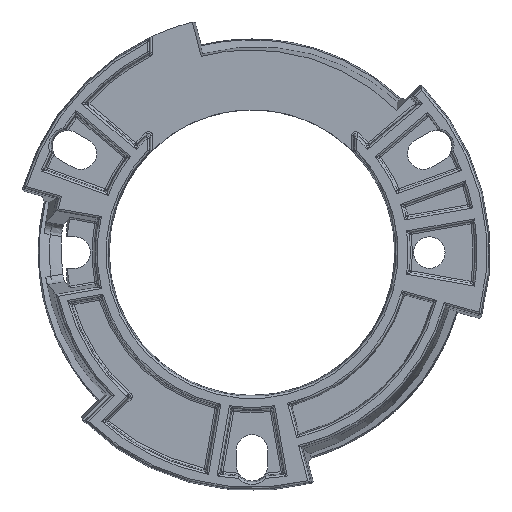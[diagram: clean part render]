
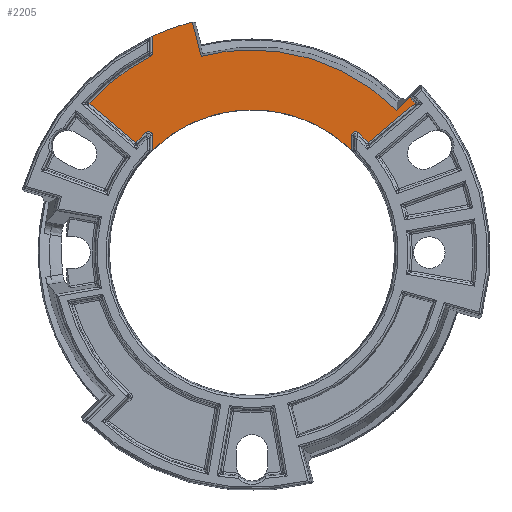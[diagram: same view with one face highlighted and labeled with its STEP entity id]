
A CAD part, top view. The second image highlights one B-rep face of the part: STEP entity #2205.
In plain terms, the highlighted planar face has unit normal (0, 0, 1).
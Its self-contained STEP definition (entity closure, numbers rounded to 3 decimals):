
#2205=ADVANCED_FACE('',(#4418),#4419,.F.);
#4418=FACE_OUTER_BOUND('',#15932,.T.);
#4419=PLANE('',#15933);
#15932=EDGE_LOOP('',(#22318,#22319,#22320,#22321,#22322,#22323,#22324,#22325,#22326,#22327,#22328,#22329,#22330,#22331,#22332,#22333,#22334,#22335));
#15933=AXIS2_PLACEMENT_3D('',#22336,#22337,#22338);
#22318=ORIENTED_EDGE('',*,*,#23485,.T.);
#22319=ORIENTED_EDGE('',*,*,#24962,.T.);
#22320=ORIENTED_EDGE('',*,*,#23669,.T.);
#22321=ORIENTED_EDGE('',*,*,#23502,.T.);
#22322=ORIENTED_EDGE('',*,*,#22800,.T.);
#22323=ORIENTED_EDGE('',*,*,#24956,.F.);
#22324=ORIENTED_EDGE('',*,*,#23046,.T.);
#22325=ORIENTED_EDGE('',*,*,#24057,.T.);
#22326=ORIENTED_EDGE('',*,*,#23054,.T.);
#22327=ORIENTED_EDGE('',*,*,#24034,.F.);
#22328=ORIENTED_EDGE('',*,*,#23479,.T.);
#22329=ORIENTED_EDGE('',*,*,#23747,.F.);
#22330=ORIENTED_EDGE('',*,*,#23531,.T.);
#22331=ORIENTED_EDGE('',*,*,#23545,.T.);
#22332=ORIENTED_EDGE('',*,*,#23538,.T.);
#22333=ORIENTED_EDGE('',*,*,#23807,.T.);
#22334=ORIENTED_EDGE('',*,*,#22780,.T.);
#22335=ORIENTED_EDGE('',*,*,#23800,.T.);
#22336=CARTESIAN_POINT('',(0.,0.,0.4));
#22337=DIRECTION('',(0.,0.,-1.0));
#22338=DIRECTION('',(-1.0,0.,0.));
#22780=EDGE_CURVE('',#25751,#25748,#25752,.F.);
#22800=EDGE_CURVE('',#25784,#25782,#25785,.F.);
#23046=EDGE_CURVE('',#26176,#26173,#26177,.T.);
#23054=EDGE_CURVE('',#26187,#26188,#26189,.F.);
#23479=EDGE_CURVE('',#26760,#26782,#26784,.F.);
#23485=EDGE_CURVE('',#25757,#26790,#26792,.F.);
#23502=EDGE_CURVE('',#26815,#25784,#26816,.F.);
#23531=EDGE_CURVE('',#26852,#26842,#26855,.F.);
#23538=EDGE_CURVE('',#26860,#26862,#26864,.T.);
#23545=EDGE_CURVE('',#26842,#26860,#26871,.F.);
#23669=EDGE_CURVE('',#27016,#26815,#27017,.T.);
#23747=EDGE_CURVE('',#26852,#26782,#27097,.T.);
#23800=EDGE_CURVE('',#25748,#25757,#27153,.T.);
#23807=EDGE_CURVE('',#26862,#25751,#27160,.F.);
#24034=EDGE_CURVE('',#26760,#26188,#27433,.T.);
#24057=EDGE_CURVE('',#26173,#26187,#27459,.T.);
#24956=EDGE_CURVE('',#26176,#25782,#28718,.T.);
#24962=EDGE_CURVE('',#26790,#27016,#28724,.F.);
#25748=VERTEX_POINT('',#30874);
#25751=VERTEX_POINT('',#30882);
#25752=LINE('',#30883,#30884);
#25757=VERTEX_POINT('',#30890);
#25782=VERTEX_POINT('',#30941);
#25784=VERTEX_POINT('',#30948);
#25785=CIRCLE('',#30949,21.81);
#26173=VERTEX_POINT('',#31675);
#26176=VERTEX_POINT('',#31681);
#26177=B_SPLINE_CURVE_WITH_KNOTS('',3,(#31682,#31683,#31684,#31685,#31686,#31687,#31688,#31689,#31690,#31691),.UNSPECIFIED.,.F.,.F.,(4,2,2,2,4),(0.,0.001,0.006,0.009,0.01),.UNSPECIFIED.);
#26187=VERTEX_POINT('',#31739);
#26188=VERTEX_POINT('',#31740);
#26189=LINE('',#31741,#31742);
#26760=VERTEX_POINT('',#32907);
#26782=VERTEX_POINT('',#32965);
#26784=LINE('',#32967,#32968);
#26790=VERTEX_POINT('',#32974);
#26792=LINE('',#32976,#32977);
#26815=VERTEX_POINT('',#33034);
#26816=LINE('',#33035,#33036);
#26842=VERTEX_POINT('',#33110);
#26852=VERTEX_POINT('',#33134);
#26855=CIRCLE('',#33137,21.81);
#26860=VERTEX_POINT('',#33154);
#26862=VERTEX_POINT('',#33156);
#26864=CIRCLE('',#33158,15.79);
#26871=LINE('',#33166,#33167);
#27016=VERTEX_POINT('',#33528);
#27017=CIRCLE('',#33529,15.79);
#27097=B_SPLINE_CURVE_WITH_KNOTS('',3,(#33705,#33706,#33707,#33708),.UNSPECIFIED.,.F.,.F.,(4,4),(0.0,0.),.UNSPECIFIED.);
#27153=CIRCLE('',#33783,14.1);
#27160=B_SPLINE_CURVE_WITH_KNOTS('',3,(#33816,#33817,#33818,#33819,#33820,#33821,#33822,#33823,#33824,#33825),.UNSPECIFIED.,.F.,.F.,(4,2,2,2,4),(0.0,0.,0.,0.001,0.001),.UNSPECIFIED.);
#27433=CIRCLE('',#34265,23.5);
#27459=B_SPLINE_CURVE_WITH_KNOTS('',2,(#34341,#34342,#34343,#34344,#34345,#34346,#34347),.UNSPECIFIED.,.F.,.F.,(3,2,2,3),(0.49,0.5,0.75,0.969),.UNSPECIFIED.);
#28718=LINE('',#36947,#36948);
#28724=B_SPLINE_CURVE_WITH_KNOTS('',3,(#36954,#36955,#36956,#36957,#36958,#36959,#36960,#36961,#36962,#36963),.UNSPECIFIED.,.F.,.F.,(4,2,2,2,4),(0.0,0.,0.,0.001,0.001),.UNSPECIFIED.);
#30874=CARTESIAN_POINT('',(-9.81,10.128,0.4));
#30882=CARTESIAN_POINT('',(-9.81,11.516,0.4));
#30883=CARTESIAN_POINT('',(-9.81,0.,0.4));
#30884=VECTOR('',#37166,1.0);
#30890=CARTESIAN_POINT('',(9.81,10.128,0.4));
#30941=CARTESIAN_POINT('',(15.556,15.287,0.4));
#30948=CARTESIAN_POINT('',(16.088,14.726,0.4));
#30949=AXIS2_PLACEMENT_3D('',#37189,#37190,#37191);
#31675=CARTESIAN_POINT('',(5.726,19.163,0.4));
#31681=CARTESIAN_POINT('',(14.265,14.018,0.4));
#31682=CARTESIAN_POINT('',(14.265,14.018,0.4));
#31683=CARTESIAN_POINT('',(13.917,14.372,0.4));
#31684=CARTESIAN_POINT('',(13.555,14.714,0.4));
#31685=CARTESIAN_POINT('',(11.97,16.103,0.4));
#31686=CARTESIAN_POINT('',(10.647,17.008,0.4));
#31687=CARTESIAN_POINT('',(8.497,18.123,0.4));
#31688=CARTESIAN_POINT('',(7.751,18.455,0.4));
#31689=CARTESIAN_POINT('',(6.578,18.893,0.4));
#31690=CARTESIAN_POINT('',(6.154,19.035,0.4));
#31691=CARTESIAN_POINT('',(5.726,19.163,0.4));
#31739=CARTESIAN_POINT('',(-5.008,19.363,0.4));
#31740=CARTESIAN_POINT('',(-5.884,22.751,0.4));
#31741=CARTESIAN_POINT('',(0.,0.,0.4));
#31742=VECTOR('',#37538,1.0);
#32907=CARTESIAN_POINT('',(-9.81,21.354,0.4));
#32965=CARTESIAN_POINT('',(-9.81,19.724,0.4));
#32967=CARTESIAN_POINT('',(-9.81,0.,0.4));
#32968=VECTOR('',#37992,1.0);
#32974=CARTESIAN_POINT('',(9.81,11.516,0.4));
#32976=CARTESIAN_POINT('',(9.81,0.,0.4));
#32977=VECTOR('',#38002,1.0);
#33034=CARTESIAN_POINT('',(11.47,10.851,0.4));
#33035=CARTESIAN_POINT('',(-0.604,0.72,0.4));
#33036=VECTOR('',#38022,1.0);
#33110=CARTESIAN_POINT('',(-16.088,14.726,0.4));
#33134=CARTESIAN_POINT('',(-10.026,19.369,0.4));
#33137=AXIS2_PLACEMENT_3D('',#38057,#38058,#38059);
#33154=CARTESIAN_POINT('',(-11.47,10.851,0.4));
#33156=CARTESIAN_POINT('',(-10.475,11.815,0.4));
#33158=AXIS2_PLACEMENT_3D('',#38066,#38067,#38068);
#33166=CARTESIAN_POINT('',(0.604,0.72,0.4));
#33167=VECTOR('',#38076,1.0);
#33528=CARTESIAN_POINT('',(10.475,11.815,0.4));
#33529=AXIS2_PLACEMENT_3D('',#38180,#38181,#38182);
#33705=CARTESIAN_POINT('',(-10.026,19.369,0.4));
#33706=CARTESIAN_POINT('',(-9.896,19.437,0.4));
#33707=CARTESIAN_POINT('',(-9.81,19.577,0.4));
#33708=CARTESIAN_POINT('',(-9.81,19.724,0.4));
#33783=AXIS2_PLACEMENT_3D('',#38262,#38263,#38264);
#33816=CARTESIAN_POINT('',(-9.81,11.516,0.4));
#33817=CARTESIAN_POINT('',(-9.81,11.594,0.4));
#33818=CARTESIAN_POINT('',(-9.832,11.669,0.4));
#33819=CARTESIAN_POINT('',(-9.915,11.799,0.4));
#33820=CARTESIAN_POINT('',(-9.976,11.85,0.4));
#33821=CARTESIAN_POINT('',(-10.115,11.913,0.4));
#33822=CARTESIAN_POINT('',(-10.195,11.924,0.4));
#33823=CARTESIAN_POINT('',(-10.345,11.9,0.4));
#33824=CARTESIAN_POINT('',(-10.417,11.866,0.4));
#33825=CARTESIAN_POINT('',(-10.475,11.815,0.4));
#34265=AXIS2_PLACEMENT_3D('',#38446,#38447,#38448);
#34341=CARTESIAN_POINT('',(5.726,19.163,0.4));
#34342=CARTESIAN_POINT('',(5.62,19.195,0.4));
#34343=CARTESIAN_POINT('',(5.513,19.225,0.4));
#34344=CARTESIAN_POINT('',(2.769,20.012,0.4));
#34345=CARTESIAN_POINT('',(-0.087,20.,0.4));
#34346=CARTESIAN_POINT('',(-2.592,19.989,0.4));
#34347=CARTESIAN_POINT('',(-5.008,19.363,0.4));
#36947=CARTESIAN_POINT('',(0.,0.,0.4));
#36948=VECTOR('',#39100,1.0);
#36954=CARTESIAN_POINT('',(10.475,11.815,0.4));
#36955=CARTESIAN_POINT('',(10.417,11.866,0.4));
#36956=CARTESIAN_POINT('',(10.345,11.9,0.4));
#36957=CARTESIAN_POINT('',(10.194,11.924,0.4));
#36958=CARTESIAN_POINT('',(10.115,11.913,0.4));
#36959=CARTESIAN_POINT('',(9.976,11.85,0.4));
#36960=CARTESIAN_POINT('',(9.915,11.798,0.4));
#36961=CARTESIAN_POINT('',(9.833,11.669,0.4));
#36962=CARTESIAN_POINT('',(9.81,11.594,0.4));
#36963=CARTESIAN_POINT('',(9.81,11.516,0.4));
#37166=DIRECTION('',(0.,1.0,0.));
#37189=CARTESIAN_POINT('',(0.,0.,0.4));
#37190=DIRECTION('',(0.,0.,-1.0));
#37191=DIRECTION('',(-1.0,0.0,0.));
#37538=DIRECTION('',(0.25,-0.968,0.));
#37992=DIRECTION('',(0.,1.0,0.));
#38002=DIRECTION('',(0.,-1.0,0.));
#38022=DIRECTION('',(-0.766,-0.643,0.));
#38057=CARTESIAN_POINT('',(0.,0.,0.4));
#38058=DIRECTION('',(0.,0.,-1.0));
#38059=DIRECTION('',(-1.0,0.0,0.));
#38066=CARTESIAN_POINT('',(0.,0.,0.4));
#38067=DIRECTION('',(0.,0.,-1.0));
#38068=DIRECTION('',(-1.0,0.0,0.));
#38076=DIRECTION('',(-0.766,0.643,0.));
#38180=CARTESIAN_POINT('',(0.,0.,0.4));
#38181=DIRECTION('',(0.,0.,-1.0));
#38182=DIRECTION('',(-1.0,0.0,0.));
#38262=CARTESIAN_POINT('',(0.,0.,0.4));
#38263=DIRECTION('',(0.,0.,-1.0));
#38264=DIRECTION('',(-1.0,0.,0.));
#38446=CARTESIAN_POINT('',(0.,0.,0.4));
#38447=DIRECTION('',(0.,0.,-1.0));
#38448=DIRECTION('',(-1.0,0.,0.));
#39100=DIRECTION('',(0.713,0.701,0.));
